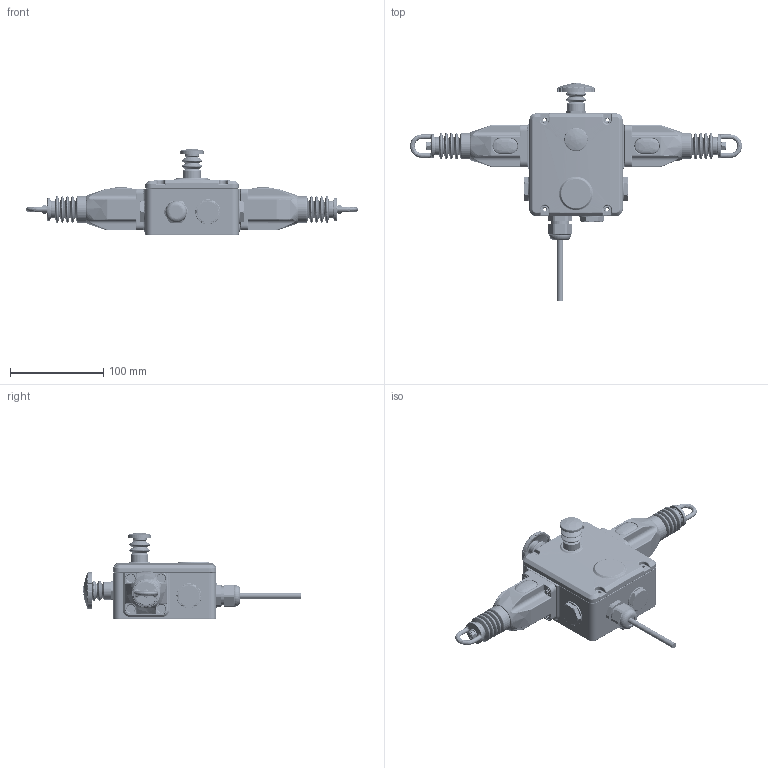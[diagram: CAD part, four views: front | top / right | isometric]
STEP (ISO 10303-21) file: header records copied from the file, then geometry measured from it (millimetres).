
FILE_DESCRIPTION (( 'STEP AP214' ), '1' );
FILE_NAME ('GLHD-EX-141018.STEP', '2021-06-11T12:26:43', ( '' ), ( '' ), 'SwSTEP 2.0', 'SolidWorks 2021', '' );
FILE_SCHEMA (( 'AUTOMOTIVE_DESIGN' ));
Length unit declared in the file: inch
Products named in the file (1): GLHD-EX-141018
Bounding box: 356.2 x 233.51 x 92.5 mm (x, y, z)
Volume: 355513.7 mm3; surface area: 219523.8 mm2
Topology: 38 solids, 38 shells, 4515 faces, 10684 edges, 6302 vertices
Faces by surface type: cylinder 1520, bspline 1435, plane 1029, cone 337, torus 186, sphere 8
Full cylindrical faces by diameter (mm): 19.05 x2
Entity records: 178111 total; most frequent: CARTESIAN_POINT 81884, ORIENTED_EDGE 21158, DIRECTION 18782, EDGE_CURVE 10579, AXIS2_PLACEMENT_3D 7379, VERTEX_POINT 6300, EDGE_LOOP 4777, FACE_OUTER_BOUND 4517
